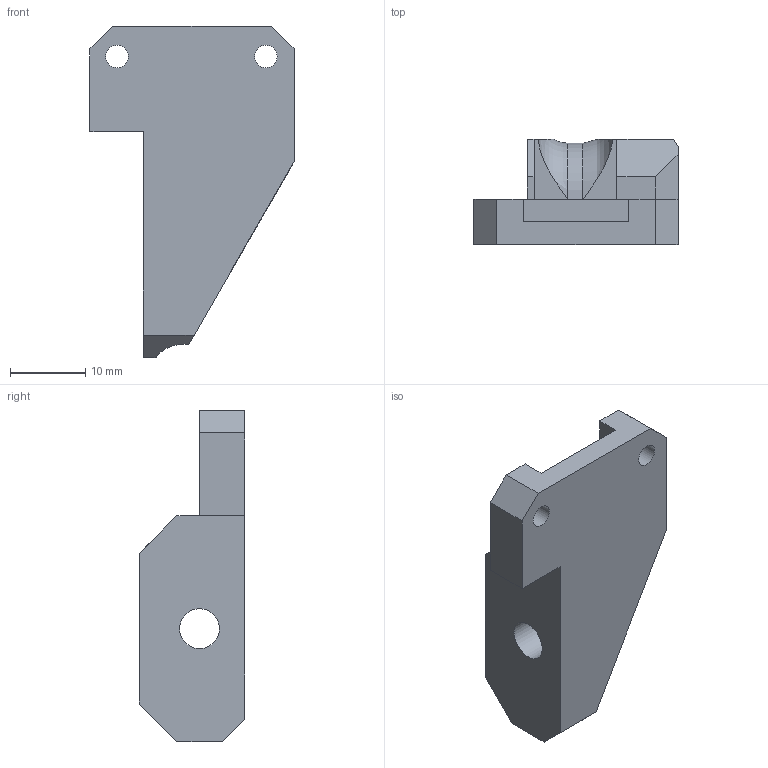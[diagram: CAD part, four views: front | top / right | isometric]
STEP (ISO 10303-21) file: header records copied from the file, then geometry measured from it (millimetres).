
FILE_DESCRIPTION(/* description */ ('STEP AP242','CAx-IF Rec.Pracs.---Representation and Presentation of Product Manufacturing Information (PMI)---4.0---2014-10-13','CAx-IF Rec.Pracs.---3D Tessellated Geometry---0.4---2014-09-14','2;1'),/* implementation_level */ '2;1');
FILE_NAME(/* name */ '61c8e42480feac090ea936b9',/* time_stamp */ '2021-12-26T21:52:37+00:00',/* author */ (''),/* organization */ (''),/* preprocessor_version */ 'ST-DEVELOPER v18.101',/* originating_system */ ' ',/* authorisation */ ' ');
FILE_SCHEMA (('AP242_MANAGED_MODEL_BASED_3D_ENGINEERING_MIM_LF { 1 0 10303 442 1 1 4 }'));
Length unit declared in the file: metre
Products named in the file (1): y_endstop_mount
Bounding box: 27.1 x 14 x 44 mm (x, y, z)
Volume: 5050.2 mm3; surface area: 3433.2 mm2
Topology: 1 solids, 1 shells, 39 faces, 105 edges, 69 vertices
Faces by surface type: plane 31, cylinder 6, torus 2
Full cylindrical faces by diameter (mm): 3 x2, 5.3 x1, 10 x1
Entity records: 1239 total; most frequent: CARTESIAN_POINT 245, ORIENTED_EDGE 200, DIRECTION 188, EDGE_CURVE 100, LINE 80, VECTOR 80, VERTEX_POINT 68, AXIS2_PLACEMENT_3D 54
